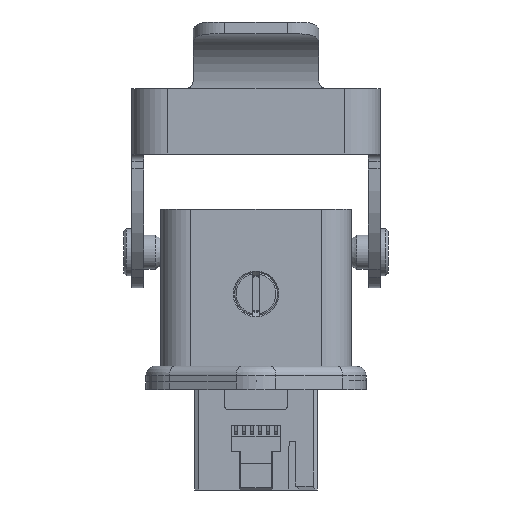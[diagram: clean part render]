
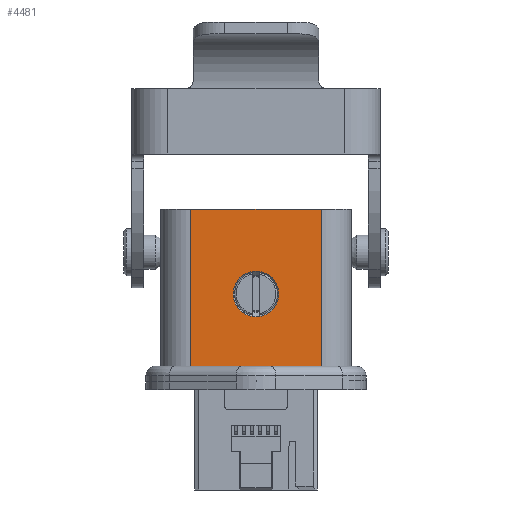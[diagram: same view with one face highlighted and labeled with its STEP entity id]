
A CAD part, front view. The second image highlights one B-rep face of the part: STEP entity #4481.
In plain terms, the highlighted planar face has unit normal (0, -1, 0).
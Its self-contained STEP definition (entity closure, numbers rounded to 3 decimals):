
#1964=PLANE('',#31142);
#4481=ADVANCED_FACE('',(#5220,#5221),#1964,.T.);
#5220=FACE_BOUND('',#6513,.T.);
#5221=FACE_BOUND('',#6514,.T.);
#6513=EDGE_LOOP('',(#14047));
#6514=EDGE_LOOP('',(#14048,#14049,#14050,#14051));
#7380=CIRCLE('',#31136,2.9);
#14047=ORIENTED_EDGE('',*,*,#21974,.T.);
#14048=ORIENTED_EDGE('',*,*,#21227,.F.);
#14049=ORIENTED_EDGE('',*,*,#21980,.T.);
#14050=ORIENTED_EDGE('',*,*,#21981,.F.);
#14051=ORIENTED_EDGE('',*,*,#21982,.F.);
#17673=VERTEX_POINT('',#44486);
#17674=VERTEX_POINT('',#44488);
#18141=VERTEX_POINT('',#46050);
#18145=VERTEX_POINT('',#46061);
#18146=VERTEX_POINT('',#46065);
#21227=EDGE_CURVE('',#17673,#17674,#24859,.T.);
#21974=EDGE_CURVE('',#18141,#18141,#7380,.T.);
#21980=EDGE_CURVE('',#17673,#18145,#25489,.T.);
#21981=EDGE_CURVE('',#18146,#18145,#25490,.T.);
#21982=EDGE_CURVE('',#17674,#18146,#25491,.T.);
#24859=LINE('',#44487,#28187);
#25489=LINE('',#46062,#28817);
#25490=LINE('',#46064,#28818);
#25491=LINE('',#46066,#28819);
#28187=VECTOR('',#36342,1.);
#28817=VECTOR('',#37738,1.);
#28818=VECTOR('',#37741,1.);
#28819=VECTOR('',#37742,1.);
#31136=AXIS2_PLACEMENT_3D('',#46049,#37725,#37726);
#31142=AXIS2_PLACEMENT_3D('',#46067,#37743,#37744);
#36342=DIRECTION('',(1.,0.,0.));
#37725=DIRECTION('',(0.,1.,0.));
#37726=DIRECTION('',(-1.,0.,0.));
#37738=DIRECTION('',(0.,0.,-1.));
#37741=DIRECTION('',(-1.,0.,0.));
#37742=DIRECTION('',(0.,0.,-1.));
#37743=DIRECTION('',(0.,-1.,0.));
#37744=DIRECTION('',(-1.,0.,0.));
#44486=CARTESIAN_POINT('',(-8.3,-22.1,15.5));
#44487=CARTESIAN_POINT('',(-8.3,-22.1,15.5));
#44488=CARTESIAN_POINT('',(8.3,-22.1,15.5));
#46049=CARTESIAN_POINT('',(0.,-22.1,4.7));
#46050=CARTESIAN_POINT('',(-2.9,-22.1,4.7));
#46061=CARTESIAN_POINT('',(-8.3,-22.1,-4.5));
#46062=CARTESIAN_POINT('',(-8.3,-22.1,15.5));
#46064=CARTESIAN_POINT('',(8.3,-22.1,-4.5));
#46065=CARTESIAN_POINT('',(8.3,-22.1,-4.5));
#46066=CARTESIAN_POINT('',(8.3,-22.1,15.5));
#46067=CARTESIAN_POINT('',(8.3,-22.1,15.5));
